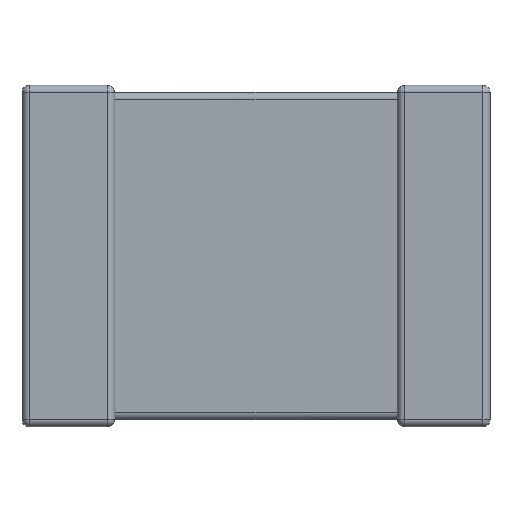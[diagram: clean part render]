
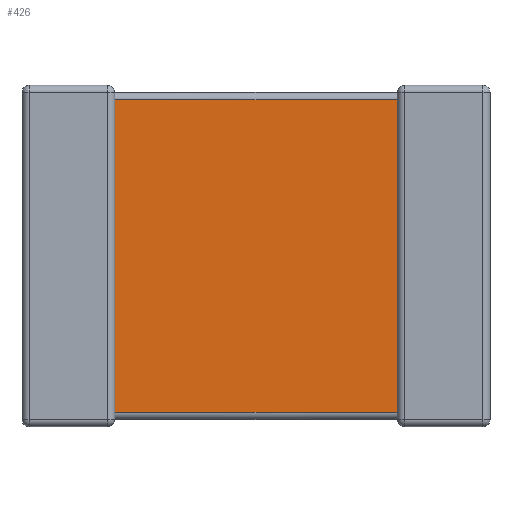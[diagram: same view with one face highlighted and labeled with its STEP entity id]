
A CAD part, front view. The second image highlights one B-rep face of the part: STEP entity #426.
In plain terms, the highlighted planar face has unit normal (0, -1, 0).
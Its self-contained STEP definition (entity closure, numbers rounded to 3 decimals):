
#8 = CARTESIAN_POINT ( 'NONE',  ( 3.85, 0.073, -3.354 ) ) ;
#117 = AXIS2_PLACEMENT_3D ( 'NONE', #2599, #1859, #805 ) ;
#123 = CARTESIAN_POINT ( 'NONE',  ( 0.95, 0.073, -0.146 ) ) ;
#254 = PLANE ( 'NONE',  #117 ) ;
#426 = ADVANCED_FACE ( 'NONE', ( #2978 ), #254, .T. ) ;
#563 = EDGE_LOOP ( 'NONE', ( #1716, #1143, #1985, #3681 ) ) ;
#709 = VERTEX_POINT ( 'NONE', #8 ) ;
#757 = CARTESIAN_POINT ( 'NONE',  ( 0.95, 0.073, -3.5 ) ) ;
#773 = CARTESIAN_POINT ( 'NONE',  ( 3.85, 0.073, -3.354 ) ) ;
#805 = DIRECTION ( 'NONE',  ( 0., 0., -1. ) ) ;
#870 = CARTESIAN_POINT ( 'NONE',  ( 3.85, 0.073, -3.5 ) ) ;
#880 = VERTEX_POINT ( 'NONE', #123 ) ;
#912 = DIRECTION ( 'NONE',  ( -1., 0., 0. ) ) ;
#1114 = DIRECTION ( 'NONE',  ( 1., 0., 0. ) ) ;
#1143 = ORIENTED_EDGE ( 'NONE', *, *, #4542, .T. ) ;
#1162 = LINE ( 'NONE', #773, #2606 ) ;
#1278 = LINE ( 'NONE', #4531, #2212 ) ;
#1716 = ORIENTED_EDGE ( 'NONE', *, *, #2640, .F. ) ;
#1753 = EDGE_CURVE ( 'NONE', #709, #2767, #4561, .T. ) ;
#1859 = DIRECTION ( 'NONE',  ( 0., -1., 0. ) ) ;
#1880 = DIRECTION ( 'NONE',  ( 0., 0., 1. ) ) ;
#1985 = ORIENTED_EDGE ( 'NONE', *, *, #1753, .T. ) ;
#2212 = VECTOR ( 'NONE', #912, 1000. ) ;
#2290 = CARTESIAN_POINT ( 'NONE',  ( 0.95, 0.073, -3.354 ) ) ;
#2376 = DIRECTION ( 'NONE',  ( 0., 0., 1. ) ) ;
#2599 = CARTESIAN_POINT ( 'NONE',  ( 0.95, 0.073, -3.5 ) ) ;
#2606 = VECTOR ( 'NONE', #1114, 1000. ) ;
#2640 = EDGE_CURVE ( 'NONE', #3037, #880, #4500, .T. ) ;
#2767 = VERTEX_POINT ( 'NONE', #3144 ) ;
#2978 = FACE_OUTER_BOUND ( 'NONE', #563, .T. ) ;
#3037 = VERTEX_POINT ( 'NONE', #2290 ) ;
#3144 = CARTESIAN_POINT ( 'NONE',  ( 3.85, 0.073, -0.146 ) ) ;
#3201 = VECTOR ( 'NONE', #2376, 1000. ) ;
#3245 = VECTOR ( 'NONE', #1880, 1000. ) ;
#3681 = ORIENTED_EDGE ( 'NONE', *, *, #3938, .T. ) ;
#3938 = EDGE_CURVE ( 'NONE', #2767, #880, #1278, .T. ) ;
#4500 = LINE ( 'NONE', #757, #3245 ) ;
#4531 = CARTESIAN_POINT ( 'NONE',  ( 0.95, 0.073, -0.146 ) ) ;
#4542 = EDGE_CURVE ( 'NONE', #3037, #709, #1162, .T. ) ;
#4561 = LINE ( 'NONE', #870, #3201 ) ;
